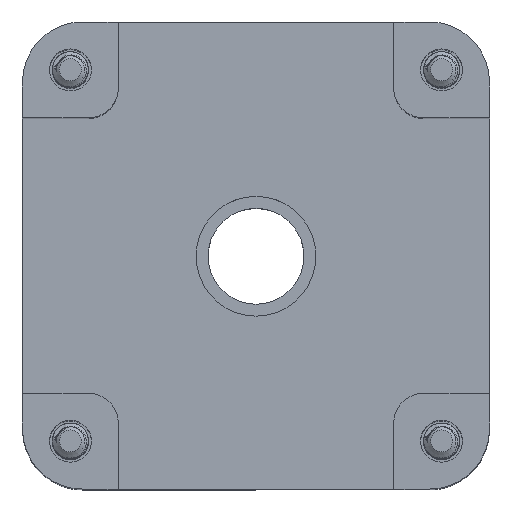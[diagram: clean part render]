
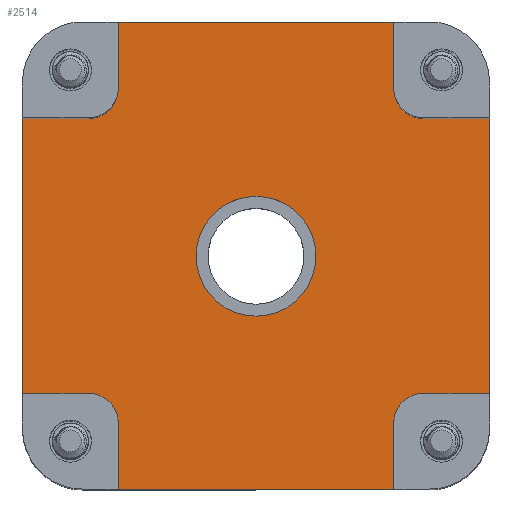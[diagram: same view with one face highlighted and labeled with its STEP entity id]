
A CAD part, top view. The second image highlights one B-rep face of the part: STEP entity #2514.
In plain terms, the highlighted planar face has unit normal (0, 0, 1).
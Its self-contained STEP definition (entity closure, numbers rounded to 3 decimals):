
#234=FACE_BOUND('',#474,.T.);
#265=PLANE('',#2734);
#319=FACE_OUTER_BOUND('',#473,.T.);
#473=EDGE_LOOP('',(#1782,#1783,#1784,#1785,#1786,#1787,#1788,#1789,#1790,
#1791,#1792,#1793,#1794,#1795,#1796,#1797));
#474=EDGE_LOOP('',(#1798));
#597=LINE('',#3520,#754);
#605=LINE('',#3545,#762);
#613=LINE('',#3570,#770);
#621=LINE('',#3595,#778);
#630=LINE('',#3618,#787);
#634=LINE('',#3628,#791);
#639=LINE('',#3639,#796);
#644=LINE('',#3657,#801);
#646=LINE('',#3662,#803);
#649=LINE('',#3667,#806);
#651=LINE('',#3671,#808);
#653=LINE('',#3677,#810);
#754=VECTOR('',#2935,10.);
#762=VECTOR('',#2957,10.);
#770=VECTOR('',#2979,10.);
#778=VECTOR('',#3001,10.);
#787=VECTOR('',#3022,10.);
#791=VECTOR('',#3032,10.);
#796=VECTOR('',#3043,10.);
#801=VECTOR('',#3066,10.);
#803=VECTOR('',#3072,10.);
#806=VECTOR('',#3079,10.);
#808=VECTOR('',#3085,10.);
#810=VECTOR('',#3093,10.);
#916=CIRCLE('',#2681,2.5);
#920=CIRCLE('',#2688,2.5);
#924=CIRCLE('',#2695,2.5);
#928=CIRCLE('',#2702,2.5);
#938=CIRCLE('',#2732,5.);
#982=VERTEX_POINT('',#3510);
#983=VERTEX_POINT('',#3512);
#985=VERTEX_POINT('',#3518);
#992=VERTEX_POINT('',#3535);
#993=VERTEX_POINT('',#3537);
#995=VERTEX_POINT('',#3543);
#1002=VERTEX_POINT('',#3560);
#1003=VERTEX_POINT('',#3562);
#1005=VERTEX_POINT('',#3568);
#1012=VERTEX_POINT('',#3585);
#1013=VERTEX_POINT('',#3587);
#1015=VERTEX_POINT('',#3593);
#1023=VERTEX_POINT('',#3616);
#1026=VERTEX_POINT('',#3626);
#1029=VERTEX_POINT('',#3637);
#1034=VERTEX_POINT('',#3661);
#1035=VERTEX_POINT('',#3673);
#1240=EDGE_CURVE('',#982,#983,#916,.F.);
#1244=EDGE_CURVE('',#982,#985,#597,.T.);
#1252=EDGE_CURVE('',#992,#993,#920,.F.);
#1256=EDGE_CURVE('',#992,#995,#605,.T.);
#1264=EDGE_CURVE('',#1002,#1003,#924,.F.);
#1268=EDGE_CURVE('',#1002,#1005,#613,.T.);
#1276=EDGE_CURVE('',#1012,#1013,#928,.F.);
#1280=EDGE_CURVE('',#1012,#1015,#621,.T.);
#1292=EDGE_CURVE('',#985,#1023,#630,.T.);
#1297=EDGE_CURVE('',#1005,#1026,#634,.T.);
#1303=EDGE_CURVE('',#995,#1029,#639,.T.);
#1312=EDGE_CURVE('',#1029,#1003,#644,.T.);
#1314=EDGE_CURVE('',#1034,#983,#646,.T.);
#1317=EDGE_CURVE('',#1026,#1013,#649,.T.);
#1319=EDGE_CURVE('',#1023,#993,#651,.T.);
#1320=EDGE_CURVE('',#1035,#1035,#938,.T.);
#1322=EDGE_CURVE('',#1015,#1034,#653,.T.);
#1782=ORIENTED_EDGE('',*,*,#1319,.T.);
#1783=ORIENTED_EDGE('',*,*,#1252,.F.);
#1784=ORIENTED_EDGE('',*,*,#1256,.T.);
#1785=ORIENTED_EDGE('',*,*,#1303,.T.);
#1786=ORIENTED_EDGE('',*,*,#1312,.T.);
#1787=ORIENTED_EDGE('',*,*,#1264,.F.);
#1788=ORIENTED_EDGE('',*,*,#1268,.T.);
#1789=ORIENTED_EDGE('',*,*,#1297,.T.);
#1790=ORIENTED_EDGE('',*,*,#1317,.T.);
#1791=ORIENTED_EDGE('',*,*,#1276,.F.);
#1792=ORIENTED_EDGE('',*,*,#1280,.T.);
#1793=ORIENTED_EDGE('',*,*,#1322,.T.);
#1794=ORIENTED_EDGE('',*,*,#1314,.T.);
#1795=ORIENTED_EDGE('',*,*,#1240,.F.);
#1796=ORIENTED_EDGE('',*,*,#1244,.T.);
#1797=ORIENTED_EDGE('',*,*,#1292,.T.);
#1798=ORIENTED_EDGE('',*,*,#1320,.T.);
#2514=ADVANCED_FACE('',(#319,#234),#265,.T.);
#2681=AXIS2_PLACEMENT_3D('',#3513,#2928,#2929);
#2688=AXIS2_PLACEMENT_3D('',#3538,#2950,#2951);
#2695=AXIS2_PLACEMENT_3D('',#3563,#2972,#2973);
#2702=AXIS2_PLACEMENT_3D('',#3588,#2994,#2995);
#2732=AXIS2_PLACEMENT_3D('',#3674,#3088,#3089);
#2734=AXIS2_PLACEMENT_3D('',#3679,#3095,#3096);
#2928=DIRECTION('center_axis',(0.,0.,-1.));
#2929=DIRECTION('ref_axis',(0.707,0.707,0.));
#2935=DIRECTION('',(0.,-1.,0.));
#2950=DIRECTION('center_axis',(0.,0.,-1.));
#2951=DIRECTION('ref_axis',(-0.707,0.707,0.));
#2957=DIRECTION('',(1.,0.,0.));
#2972=DIRECTION('center_axis',(0.,0.,-1.));
#2973=DIRECTION('ref_axis',(-0.707,-0.707,0.));
#2979=DIRECTION('',(0.,1.,0.));
#2994=DIRECTION('center_axis',(0.,0.,-1.));
#2995=DIRECTION('ref_axis',(0.707,-0.707,0.));
#3001=DIRECTION('',(-1.,0.,0.));
#3022=DIRECTION('',(1.,0.,0.));
#3032=DIRECTION('',(-1.,0.,0.));
#3043=DIRECTION('',(0.,1.,0.));
#3066=DIRECTION('',(-1.,0.,0.));
#3072=DIRECTION('',(1.,0.,0.));
#3079=DIRECTION('',(0.,-1.,0.));
#3085=DIRECTION('',(0.,1.,0.));
#3088=DIRECTION('center_axis',(0.,0.,-1.));
#3089=DIRECTION('ref_axis',(1.,0.,0.));
#3093=DIRECTION('',(0.,-1.,0.));
#3095=DIRECTION('center_axis',(0.,0.,1.));
#3096=DIRECTION('ref_axis',(1.,0.,0.));
#3510=CARTESIAN_POINT('',(11.65,-9.15,10.));
#3512=CARTESIAN_POINT('',(9.15,-6.65,10.));
#3513=CARTESIAN_POINT('Origin',(9.15,-9.15,10.));
#3518=CARTESIAN_POINT('',(11.65,-14.65,10.));
#3520=CARTESIAN_POINT('',(11.65,-14.65,10.));
#3535=CARTESIAN_POINT('',(37.15,-6.65,10.));
#3537=CARTESIAN_POINT('',(34.65,-9.15,10.));
#3538=CARTESIAN_POINT('Origin',(37.15,-9.15,10.));
#3543=CARTESIAN_POINT('',(42.65,-6.65,10.));
#3545=CARTESIAN_POINT('',(34.65,-6.65,10.));
#3560=CARTESIAN_POINT('',(34.65,18.85,10.));
#3562=CARTESIAN_POINT('',(37.15,16.35,10.));
#3563=CARTESIAN_POINT('Origin',(37.15,18.85,10.));
#3568=CARTESIAN_POINT('',(34.65,24.35,10.));
#3570=CARTESIAN_POINT('',(34.65,24.35,10.));
#3585=CARTESIAN_POINT('',(9.15,16.35,10.));
#3587=CARTESIAN_POINT('',(11.65,18.85,10.));
#3588=CARTESIAN_POINT('Origin',(9.15,18.85,10.));
#3593=CARTESIAN_POINT('',(3.65,16.35,10.));
#3595=CARTESIAN_POINT('',(11.65,16.35,10.));
#3616=CARTESIAN_POINT('',(34.65,-14.65,10.));
#3618=CARTESIAN_POINT('',(42.65,-14.65,10.));
#3626=CARTESIAN_POINT('',(11.65,24.35,10.));
#3628=CARTESIAN_POINT('',(3.65,24.35,10.));
#3637=CARTESIAN_POINT('',(42.65,16.35,10.));
#3639=CARTESIAN_POINT('',(42.65,24.35,10.));
#3657=CARTESIAN_POINT('',(34.65,16.35,10.));
#3661=CARTESIAN_POINT('',(3.65,-6.65,10.));
#3662=CARTESIAN_POINT('',(11.65,-6.65,10.));
#3667=CARTESIAN_POINT('',(11.65,24.35,10.));
#3671=CARTESIAN_POINT('',(34.65,-14.65,10.));
#3673=CARTESIAN_POINT('',(18.15,4.85,10.));
#3674=CARTESIAN_POINT('Origin',(23.15,4.85,10.));
#3677=CARTESIAN_POINT('',(3.65,-14.65,10.));
#3679=CARTESIAN_POINT('Origin',(23.15,4.85,10.));
